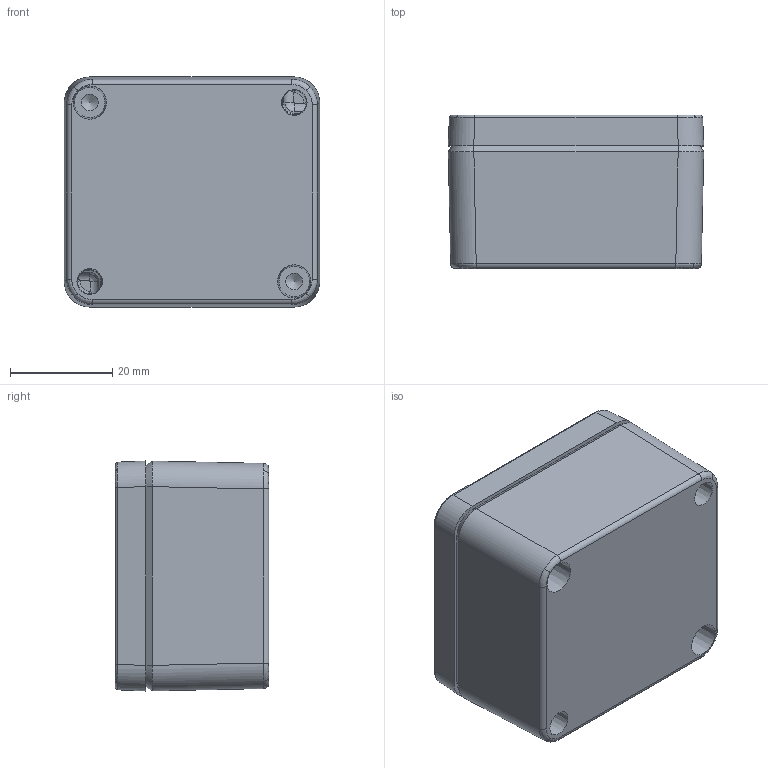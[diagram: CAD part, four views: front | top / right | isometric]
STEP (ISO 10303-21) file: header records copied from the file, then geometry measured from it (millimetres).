
FILE_DESCRIPTION(/* description */ (''),/* implementation_level */ '2;1');
FILE_NAME(/* name */ '09050503000-RST.stp',/* time_stamp */ '2021-09-02T15:01:07+02:00',/* author */ ('sl'),/* organization */ (''),/* preprocessor_version */ 'ST-DEVELOPER v16.5',/* originating_system */ 'Autodesk Inventor 2017',/* authorisation */ '');
FILE_SCHEMA (('AUTOMOTIVE_DESIGN { 1 0 10303 214 3 1 1 }'));
Length unit declared in the file: millimetre
Products named in the file (7): Alu-Gehäuse-01-BT-0001-09050503000; Deckel-Alu-Gehäuse-01-BG-0001-09050503000; UT-Alu-Gehäuse-01-BT-0002-09050503000; UT-Alu-Gehäuse-01-BG-0003-09050503000; Erdung-Edelstahl-Gehäuse-01-BT-0002-20101006000; Schraube-M4x20-7; Dichtlippe-Alu-Gehäuse-01-BT-0003-09050503000
Assembly tree (7 placements, depth 3):
  Alu-Gehäuse-01-BT-0001-09050503000
    Deckel-Alu-Gehäuse-01-BG-0001-09050503000
    UT-Alu-Gehäuse-01-BT-0002-09050503000
      UT-Alu-Gehäuse-01-BG-0003-09050503000
      Erdung-Edelstahl-Gehäuse-01-BT-0002-20101006000
    Schraube-M4x20-7  x2
    Dichtlippe-Alu-Gehäuse-01-BT-0003-09050503000
Bounding box: 50 x 30 x 45 mm (x, y, z)
Volume: 24500.2 mm3; surface area: 22643.1 mm2
Topology: 6 solids, 6 shells, 745 faces, 1780 edges, 1051 vertices
Faces by surface type: bspline 269, cylinder 238, plane 186, cone 34, torus 18
Full cylindrical faces by diameter (mm): 3.3 x5, 3.52 x2, 4 x2, 4.7 x1, 5 x1, 8 x1
Entity records: 30950 total; most frequent: CARTESIAN_POINT 15864, ORIENTED_EDGE 3286, DIRECTION 2731, EDGE_CURVE 1643, AXIS2_PLACEMENT_3D 1006, VERTEX_POINT 997, EDGE_LOOP 800, FACE_OUTER_BOUND 721
